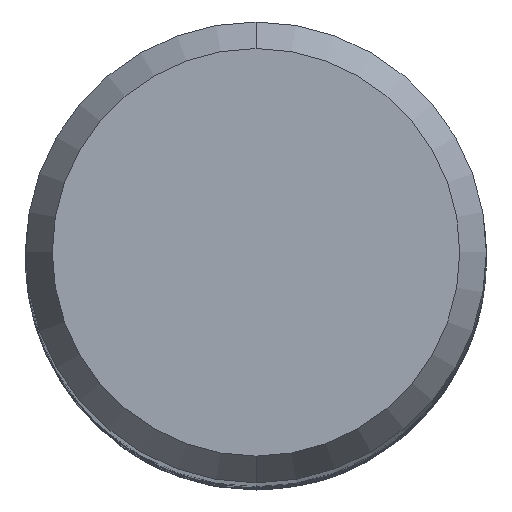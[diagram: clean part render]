
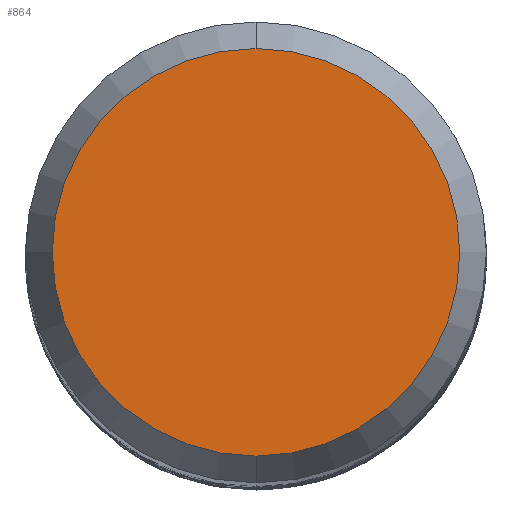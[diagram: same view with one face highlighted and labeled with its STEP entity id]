
A CAD part, top view. The second image highlights one B-rep face of the part: STEP entity #864.
In plain terms, the highlighted planar face has unit normal (0, 0, 1).
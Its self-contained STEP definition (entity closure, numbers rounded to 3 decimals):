
#864=ADVANCED_FACE('',(#2386),#2387,.T.);
#1344=EDGE_CURVE('',#1584,#1644,#2911,.T.);
#1584=VERTEX_POINT('',#3173);
#1644=VERTEX_POINT('',#3241);
#2020=EDGE_CURVE('',#1644,#1584,#3651,.T.);
#2386=FACE_OUTER_BOUND('',#4954,.T.);
#2387=PLANE('',#4955);
#2911=CIRCLE('',#10376,3.538);
#3173=CARTESIAN_POINT('',(0.,-3.538,0.0));
#3241=CARTESIAN_POINT('',(0.0,3.538,0.0));
#3651=CIRCLE('',#17465,3.538);
#4954=EDGE_LOOP('',(#20776,#20777));
#4955=AXIS2_PLACEMENT_3D('',#20778,#20779,#20780);
#10376=AXIS2_PLACEMENT_3D('',#21389,#21390,#21391);
#17465=AXIS2_PLACEMENT_3D('',#22236,#22237,#22238);
#20776=ORIENTED_EDGE('',*,*,#2020,.F.);
#20777=ORIENTED_EDGE('',*,*,#1344,.F.);
#20778=CARTESIAN_POINT('',(0.0,1.769,0.0));
#20779=DIRECTION('',(-0.0,0.0,1.0));
#20780=DIRECTION('',(0.0,-1.0,0.0));
#21389=CARTESIAN_POINT('',(0.0,0.0,0.0));
#21390=DIRECTION('',(0.0,0.0,-1.0));
#21391=DIRECTION('',(0.0,1.0,0.0));
#22236=CARTESIAN_POINT('',(0.0,0.0,0.0));
#22237=DIRECTION('',(0.0,0.0,-1.0));
#22238=DIRECTION('',(0.0,1.0,0.0));
